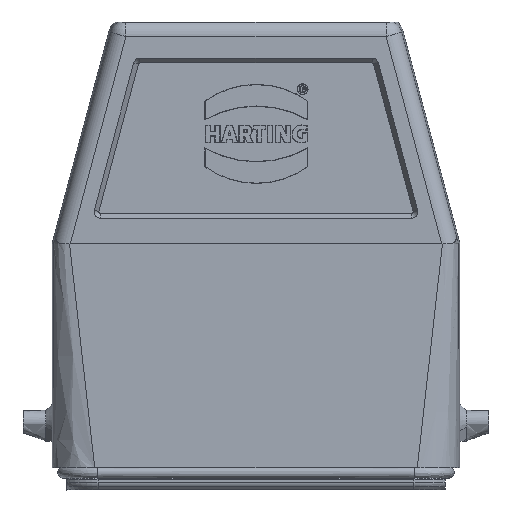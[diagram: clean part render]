
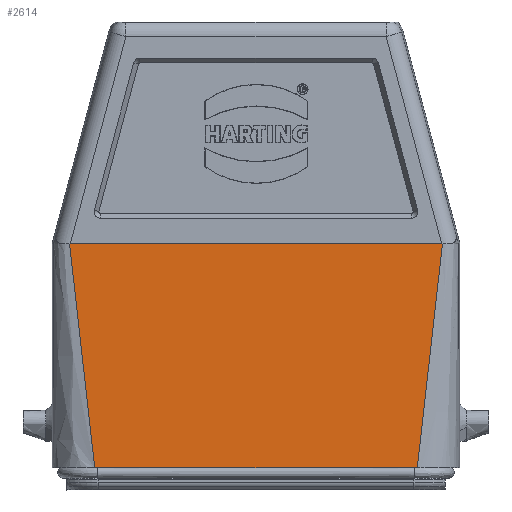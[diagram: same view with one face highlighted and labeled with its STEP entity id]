
A CAD part, front view. The second image highlights one B-rep face of the part: STEP entity #2614.
In plain terms, the highlighted planar face has unit normal (0, -1, 0).
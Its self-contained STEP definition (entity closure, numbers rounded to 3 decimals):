
#2302=(
BOUNDED_CURVE()
B_SPLINE_CURVE(3,(#16438,#16439,#16440,#16441,#16442,#16443,#16444,#16445,
#16446,#16447,#16448,#16449,#16450,#16451,#16452,#16453),.UNSPECIFIED.,
 .F.,.F.)
B_SPLINE_CURVE_WITH_KNOTS((4,3,3,3,3,4),(0.,0.524,0.552,
0.828,0.856,1.),.UNSPECIFIED.)
CURVE()
GEOMETRIC_REPRESENTATION_ITEM()
RATIONAL_B_SPLINE_CURVE((1.,1.,1.,1.,1.,1.,1.,1.,1.,1.,1.,1.,1.,1.,1.,1.))
REPRESENTATION_ITEM('')
);
#2303=(
BOUNDED_CURVE()
B_SPLINE_CURVE(3,(#16457,#16458,#16459,#16460,#16461,#16462,#16463,#16464,
#16465,#16466,#16467,#16468,#16469,#16470,#16471,#16472),.UNSPECIFIED.,
 .F.,.F.)
B_SPLINE_CURVE_WITH_KNOTS((4,3,3,3,3,4),(0.,0.144,0.172,
0.448,0.476,1.),.UNSPECIFIED.)
CURVE()
GEOMETRIC_REPRESENTATION_ITEM()
RATIONAL_B_SPLINE_CURVE((1.,1.,1.,1.,1.,1.,1.,1.,1.,1.,1.,1.,1.,1.,1.,1.))
REPRESENTATION_ITEM('')
);
#2614=ADVANCED_FACE('',(#3142),#2921,.T.);
#2921=PLANE('',#11656);
#3142=FACE_OUTER_BOUND('',#3478,.T.);
#3478=EDGE_LOOP('',(#4272,#4273,#4274,#4275));
#4272=ORIENTED_EDGE('',*,*,#6495,.T.);
#4273=ORIENTED_EDGE('',*,*,#6496,.F.);
#4274=ORIENTED_EDGE('',*,*,#6497,.T.);
#4275=ORIENTED_EDGE('',*,*,#6130,.F.);
#5542=VERTEX_POINT('',#15404);
#5543=VERTEX_POINT('',#15405);
#5826=VERTEX_POINT('',#16454);
#5827=VERTEX_POINT('',#16456);
#6130=EDGE_CURVE('',#5542,#5543,#8854,.T.);
#6495=EDGE_CURVE('',#5542,#5826,#2302,.T.);
#6496=EDGE_CURVE('',#5827,#5826,#9071,.T.);
#6497=EDGE_CURVE('',#5827,#5543,#2303,.T.);
#8854=LINE('',#15403,#9544);
#9071=LINE('',#16455,#9761);
#9544=VECTOR('',#12187,1.);
#9761=VECTOR('',#12756,1.);
#11656=AXIS2_PLACEMENT_3D('',#16473,#12757,#12758);
#12187=DIRECTION('',(-1.,0.,0.));
#12756=DIRECTION('',(1.,0.,0.));
#12757=DIRECTION('',(0.,-1.,0.));
#12758=DIRECTION('',(0.,0.,-1.));
#15403=CARTESIAN_POINT('',(33.,-15.3,-14.15));
#15404=CARTESIAN_POINT('',(25.195,-15.3,-14.15));
#15405=CARTESIAN_POINT('',(-25.195,-15.3,-14.15));
#16438=CARTESIAN_POINT('',(17.326,-15.3,-84.15));
#16439=CARTESIAN_POINT('',(19.818,-15.3,-61.982));
#16440=CARTESIAN_POINT('',(22.31,-15.3,-39.814));
#16441=CARTESIAN_POINT('',(24.802,-15.3,-17.646));
#16442=CARTESIAN_POINT('',(24.933,-15.3,-16.481));
#16443=CARTESIAN_POINT('',(25.064,-15.3,-15.315));
#16444=CARTESIAN_POINT('',(25.195,-15.3,-14.15));
#16445=CARTESIAN_POINT('',(26.506,-15.3,-2.495));
#16446=CARTESIAN_POINT('',(27.816,-15.3,9.16));
#16447=CARTESIAN_POINT('',(29.126,-15.3,20.815));
#16448=CARTESIAN_POINT('',(29.259,-15.3,21.992));
#16449=CARTESIAN_POINT('',(29.391,-15.3,23.169));
#16450=CARTESIAN_POINT('',(29.523,-15.3,24.346));
#16451=CARTESIAN_POINT('',(30.21,-15.3,30.454));
#16452=CARTESIAN_POINT('',(30.896,-15.3,36.561));
#16453=CARTESIAN_POINT('',(31.583,-15.3,42.668));
#16454=CARTESIAN_POINT('',(29.13,-15.3,20.85));
#16455=CARTESIAN_POINT('',(33.,-15.3,20.85));
#16456=CARTESIAN_POINT('',(-29.13,-15.3,20.85));
#16457=CARTESIAN_POINT('',(-31.583,-15.3,42.668));
#16458=CARTESIAN_POINT('',(-30.896,-15.3,36.561));
#16459=CARTESIAN_POINT('',(-30.21,-15.3,30.454));
#16460=CARTESIAN_POINT('',(-29.523,-15.3,24.346));
#16461=CARTESIAN_POINT('',(-29.391,-15.3,23.169));
#16462=CARTESIAN_POINT('',(-29.259,-15.3,21.992));
#16463=CARTESIAN_POINT('',(-29.126,-15.3,20.815));
#16464=CARTESIAN_POINT('',(-27.816,-15.3,9.16));
#16465=CARTESIAN_POINT('',(-26.506,-15.3,-2.495));
#16466=CARTESIAN_POINT('',(-25.195,-15.3,-14.15));
#16467=CARTESIAN_POINT('',(-25.064,-15.3,-15.315));
#16468=CARTESIAN_POINT('',(-24.933,-15.3,-16.481));
#16469=CARTESIAN_POINT('',(-24.802,-15.3,-17.646));
#16470=CARTESIAN_POINT('',(-22.31,-15.3,-39.814));
#16471=CARTESIAN_POINT('',(-19.818,-15.3,-61.982));
#16472=CARTESIAN_POINT('',(-17.326,-15.3,-84.15));
#16473=CARTESIAN_POINT('',(33.,-15.3,-14.15));
